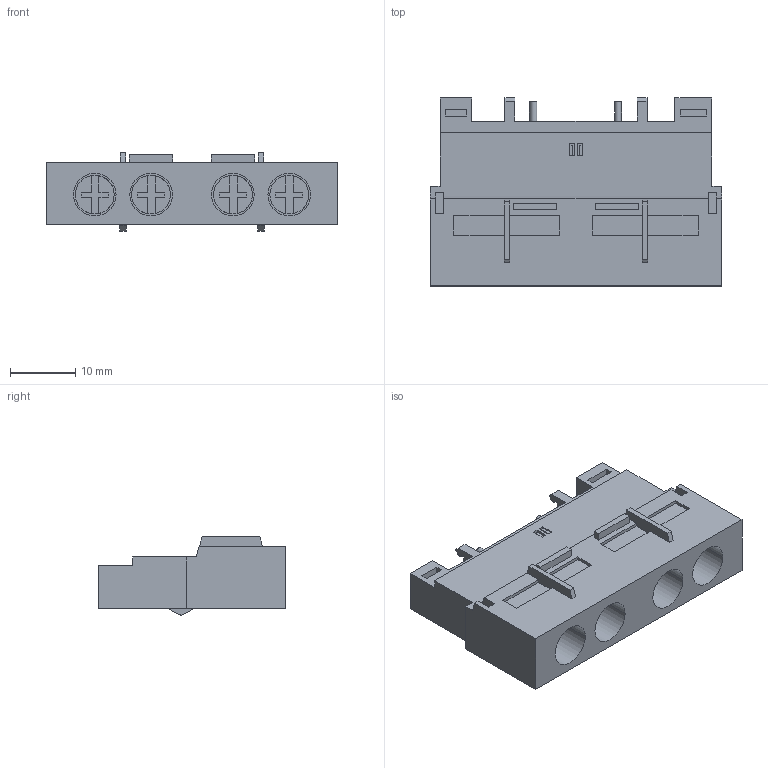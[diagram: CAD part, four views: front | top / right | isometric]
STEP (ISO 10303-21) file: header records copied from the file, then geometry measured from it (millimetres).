
FILE_DESCRIPTION((''),'2;1');
FILE_NAME('GVAE11-3D_ASM','2021-08-17T11:32:34',('SESA637174'),('Schneider-Electric'),'CREO PARAMETRIC BY PTC INC, 2019471','CREO PARAMETRIC BY PTC INC, 2019471','');
FILE_SCHEMA(('CONFIG_CONTROL_DESIGN'));
Length unit declared in the file: millimetre
Products named in the file (2): GVAE11; GVAE11-3D_ASM
Assembly tree (1 placements, depth 2):
  GVAE11-3D_ASM
    GVAE11
Bounding box: 44.5 x 28.7 x 12 mm (x, y, z)
Volume: 8861.2 mm3; surface area: 4757.1 mm2
Topology: 1 solids, 1 shells, 295 faces, 792 edges, 528 vertices
Faces by surface type: plane 255, cylinder 40
Entity records: 9189 total; most frequent: CARTESIAN_POINT 1618, ORIENTED_EDGE 1584, DIRECTION 1484, EDGE_CURVE 792, VECTOR 696, LINE 696, VERTEX_POINT 528, AXIS2_PLACEMENT_3D 394
